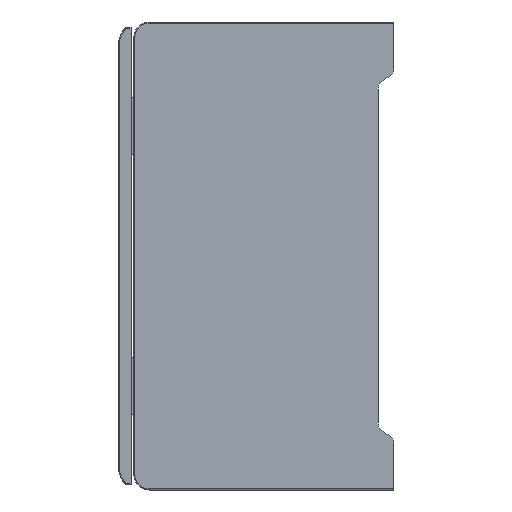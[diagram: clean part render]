
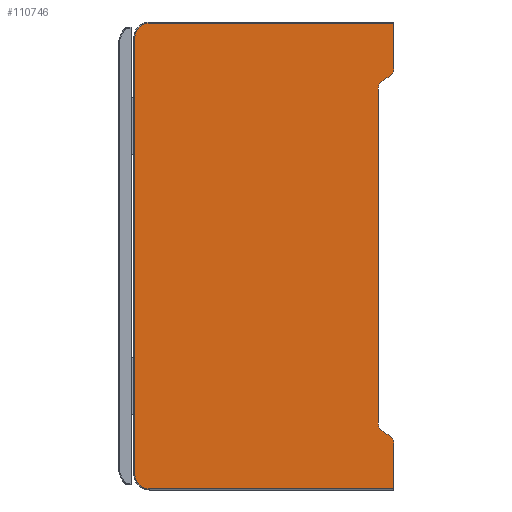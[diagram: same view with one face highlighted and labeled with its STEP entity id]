
A CAD part, left-side view. The second image highlights one B-rep face of the part: STEP entity #110746.
In plain terms, the highlighted planar face has unit normal (-1, 0, 0).
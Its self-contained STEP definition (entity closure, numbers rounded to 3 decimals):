
#46=DIRECTION('',(0.,0.,1.));
#47=VECTOR('',#46,8.8);
#48=CARTESIAN_POINT('',(0.,0.,-9.));
#49=LINE('',#48,#47);
#138=DIRECTION('',(0.,0.,1.));
#139=VECTOR('',#138,8.8);
#140=CARTESIAN_POINT('',(0.,0.,-89.8));
#141=LINE('',#140,#139);
#37127=DIRECTION('',(0.,-1.,0.));
#37128=VECTOR('',#37127,47.);
#37129=CARTESIAN_POINT('',(0.,47.,-89.8));
#37130=LINE('',#37129,#37128);
#37131=CARTESIAN_POINT('',(0.,47.,-87.));
#37132=DIRECTION('',(-1.,0.,0.));
#37133=DIRECTION('',(0.,1.,0.));
#37134=AXIS2_PLACEMENT_3D('',#37131,#37132,#37133);
#37136=DIRECTION('',(0.,0.,-1.));
#37137=VECTOR('',#37136,84.);
#37138=CARTESIAN_POINT('',(0.,49.8,-3.));
#37139=LINE('',#37138,#37137);
#37140=CARTESIAN_POINT('',(0.,47.,-3.));
#37141=DIRECTION('',(-1.,0.,0.));
#37142=DIRECTION('',(0.,0.,1.));
#37143=AXIS2_PLACEMENT_3D('',#37140,#37141,#37142);
#37145=DIRECTION('',(0.,1.,0.));
#37146=VECTOR('',#37145,47.);
#37147=CARTESIAN_POINT('',(0.,0.,-0.2));
#37148=LINE('',#37147,#37146);
#37149=CARTESIAN_POINT('',(0.,1.732,-9.));
#37150=DIRECTION('',(-1.,0.,0.));
#37151=DIRECTION('',(0.,-0.5,-0.866));
#37152=AXIS2_PLACEMENT_3D('',#37149,#37150,#37151);
#37154=DIRECTION('',(0.,-0.866,0.5));
#37155=VECTOR('',#37154,1.309);
#37156=CARTESIAN_POINT('',(0.,2.,-11.155));
#37157=LINE('',#37156,#37155);
#37158=CARTESIAN_POINT('',(0.,1.,-12.887));
#37159=DIRECTION('',(1.,0.,0.));
#37160=DIRECTION('',(0.,1.,0.));
#37161=AXIS2_PLACEMENT_3D('',#37158,#37159,#37160);
#37163=DIRECTION('',(0.,0.,1.));
#37164=VECTOR('',#37163,64.226);
#37165=CARTESIAN_POINT('',(0.,3.,-77.113));
#37166=LINE('',#37165,#37164);
#37167=CARTESIAN_POINT('',(0.,1.,-77.113));
#37168=DIRECTION('',(1.,0.,0.));
#37169=DIRECTION('',(0.,0.5,-0.866));
#37170=AXIS2_PLACEMENT_3D('',#37167,#37168,#37169);
#37172=DIRECTION('',(0.,0.866,0.5));
#37173=VECTOR('',#37172,1.309);
#37174=CARTESIAN_POINT('',(0.,0.866,-79.5));
#37175=LINE('',#37174,#37173);
#37176=CARTESIAN_POINT('',(0.,1.732,-81.));
#37177=DIRECTION('',(-1.,0.,0.));
#37178=DIRECTION('',(0.,-1.,0.));
#37179=AXIS2_PLACEMENT_3D('',#37176,#37177,#37178);
#70323=CARTESIAN_POINT('',(0.,0.866,-79.5));
#70324=CARTESIAN_POINT('',(0.,2.,-78.845));
#70325=VERTEX_POINT('',#70323);
#70326=VERTEX_POINT('',#70324);
#70327=CARTESIAN_POINT('',(0.,3.,-77.113));
#70328=CARTESIAN_POINT('',(0.,3.,-12.887));
#70329=VERTEX_POINT('',#70327);
#70330=VERTEX_POINT('',#70328);
#70331=CARTESIAN_POINT('',(0.,2.,-11.155));
#70332=CARTESIAN_POINT('',(0.,0.866,-10.5));
#70333=VERTEX_POINT('',#70331);
#70334=VERTEX_POINT('',#70332);
#70335=CARTESIAN_POINT('',(0.,0.,-81.));
#70336=VERTEX_POINT('',#70335);
#70337=CARTESIAN_POINT('',(0.,0.,-9.));
#70338=VERTEX_POINT('',#70337);
#70547=CARTESIAN_POINT('',(0.,0.,-89.8));
#70549=VERTEX_POINT('',#70547);
#70553=CARTESIAN_POINT('',(0.,47.,-89.8));
#70554=VERTEX_POINT('',#70553);
#70555=CARTESIAN_POINT('',(0.,49.8,-87.));
#70556=VERTEX_POINT('',#70555);
#70559=CARTESIAN_POINT('',(0.,49.8,-3.));
#70560=VERTEX_POINT('',#70559);
#70563=CARTESIAN_POINT('',(0.,47.,-0.2));
#70564=VERTEX_POINT('',#70563);
#70568=CARTESIAN_POINT('',(0.,0.,-0.2));
#70570=VERTEX_POINT('',#70568);
#110721=CARTESIAN_POINT('',(0.,0.,-90.));
#110722=DIRECTION('',(-1.,0.,0.));
#110723=DIRECTION('',(0.,0.,1.));
#110724=AXIS2_PLACEMENT_3D('',#110721,#110722,#110723);
#110725=PLANE('',#110724);
#110727=ORIENTED_EDGE('',*,*,#110726,.F.);
#110729=ORIENTED_EDGE('',*,*,#110728,.F.);
#110731=ORIENTED_EDGE('',*,*,#110730,.F.);
#110732=ORIENTED_EDGE('',*,*,#110704,.F.);
#110734=ORIENTED_EDGE('',*,*,#110733,.F.);
#110735=ORIENTED_EDGE('',*,*,#74098,.F.);
#110736=ORIENTED_EDGE('',*,*,#74125,.F.);
#110737=ORIENTED_EDGE('',*,*,#74147,.F.);
#110738=ORIENTED_EDGE('',*,*,#74169,.F.);
#110739=ORIENTED_EDGE('',*,*,#74191,.F.);
#110740=ORIENTED_EDGE('',*,*,#74225,.F.);
#110741=ORIENTED_EDGE('',*,*,#74247,.F.);
#110742=ORIENTED_EDGE('',*,*,#74269,.F.);
#110743=ORIENTED_EDGE('',*,*,#74298,.F.);
#110744=EDGE_LOOP('',(#110727,#110729,#110731,#110732,#110734,#110735,#110736,
#110737,#110738,#110739,#110740,#110741,#110742,#110743));
#110745=FACE_OUTER_BOUND('',#110744,.F.);
#110746=ADVANCED_FACE('',(#110745),#110725,.T.);
#37135=CIRCLE('',#37134,2.8);
#37144=CIRCLE('',#37143,2.8);
#37153=CIRCLE('',#37152,1.732);
#37162=CIRCLE('',#37161,2.);
#37171=CIRCLE('',#37170,2.);
#37180=CIRCLE('',#37179,1.732);
#74098=EDGE_CURVE('',#70338,#70570,#49,.T.);
#74125=EDGE_CURVE('',#70334,#70338,#37153,.T.);
#74147=EDGE_CURVE('',#70333,#70334,#37157,.T.);
#74169=EDGE_CURVE('',#70330,#70333,#37162,.T.);
#74191=EDGE_CURVE('',#70329,#70330,#37166,.T.);
#74225=EDGE_CURVE('',#70326,#70329,#37171,.T.);
#74247=EDGE_CURVE('',#70325,#70326,#37175,.T.);
#74269=EDGE_CURVE('',#70336,#70325,#37180,.T.);
#74298=EDGE_CURVE('',#70549,#70336,#141,.T.);
#110704=EDGE_CURVE('',#70564,#70560,#37144,.T.);
#110726=EDGE_CURVE('',#70554,#70549,#37130,.T.);
#110728=EDGE_CURVE('',#70556,#70554,#37135,.T.);
#110730=EDGE_CURVE('',#70560,#70556,#37139,.T.);
#110733=EDGE_CURVE('',#70570,#70564,#37148,.T.);
